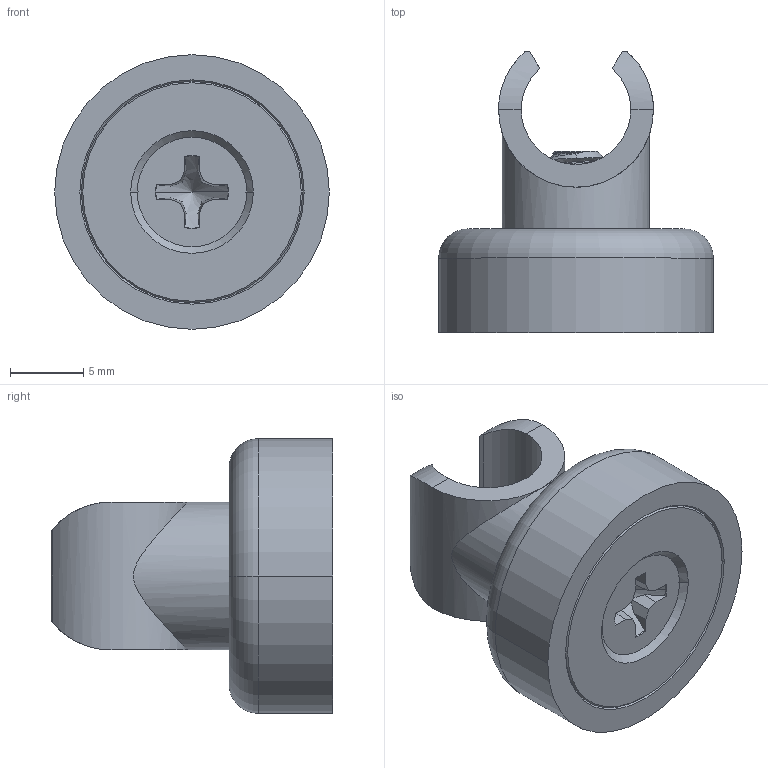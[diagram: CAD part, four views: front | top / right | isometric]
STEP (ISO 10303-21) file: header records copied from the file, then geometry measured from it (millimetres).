
FILE_DESCRIPTION((''),'2;1');
FILE_NAME('222206_ASM','2021-03-30T11:54:45',('PDMAdmin'),('BANNER ENGINEERING'),'CREO PARAMETRIC BY PTC INC, 2019292','CREO PARAMETRIC BY PTC INC, 2019292','');
FILE_SCHEMA(('CONFIG_CONTROL_DESIGN'));
Length unit declared in the file: millimetre
Products named in the file (5): 222645; 220844; 91698A428_METRIC_18-8_SS_FLAT_H; 91698A430_METRIC_18-8_SS_FLAT_H; 222206_ASM
Assembly tree (4 placements, depth 2):
  222206_ASM
    222645
    220844
    91698A428_METRIC_18-8_SS_FLAT_H
    91698A430_METRIC_18-8_SS_FLAT_H
Bounding box: 18.8 x 19.27 x 18.8 mm (x, y, z)
Volume: 2310.5 mm3; surface area: 2265.7 mm2
Topology: 2 solids, 4 shells, 163 faces, 476 edges, 314 vertices
Faces by surface type: cylinder 71, plane 45, cone 37, bspline 6, torus 4
Entity records: 20556 total; most frequent: CARTESIAN_POINT 16510, ORIENTED_EDGE 914, DIRECTION 677, EDGE_CURVE 472, VERTEX_POINT 314, AXIS2_PLACEMENT_3D 261, B_SPLINE_CURVE_WITH_KNOTS 222, EDGE_LOOP 171
